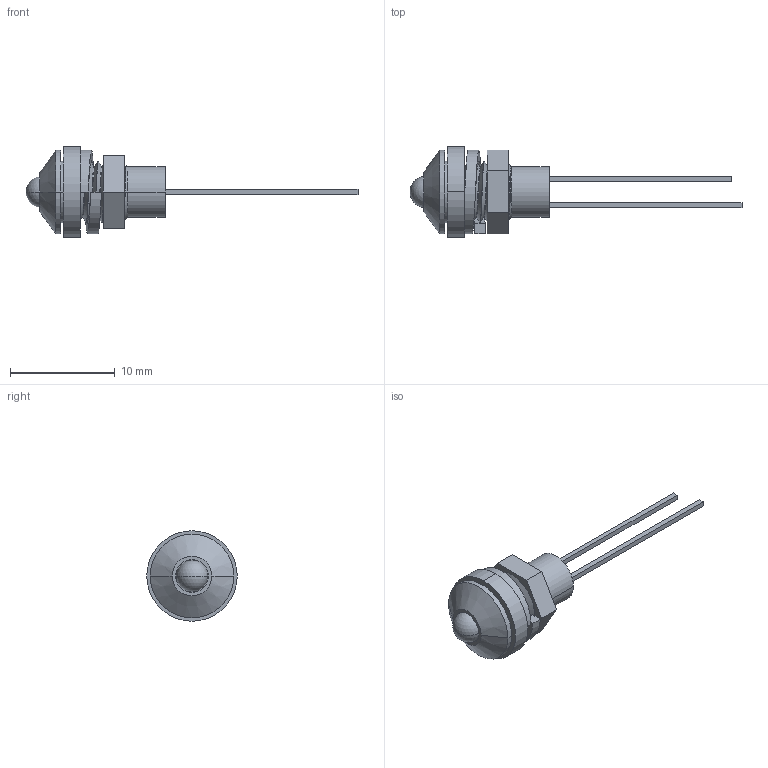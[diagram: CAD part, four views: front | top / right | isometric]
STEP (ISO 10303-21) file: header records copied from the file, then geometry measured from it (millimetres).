
FILE_DESCRIPTION (( 'STEP AP214' ), '1' );
FILE_NAME ('CD-0.STEP', '2019-04-30T18:16:34', ( 'user' ), ( 'Microsoft' ), 'SwSTEP 2.0', 'SolidWorks 2018', '' );
FILE_SCHEMA (( 'AUTOMOTIVE_DESIGN' ));
Length unit declared in the file: foot
Products named in the file (6): 21368-INCLUDED HEX NUT; 21087-3MM LED; 21368-INCLUDED WASHER; 21365-002_GASKET; 21368-CD HOUSING_21368-000[DEFAULT]; CD-0
Assembly tree (5 placements, depth 2):
  CD-0
    21368-CD HOUSING_21368-000[DEFAULT]
    21365-002_GASKET
    21368-INCLUDED WASHER
    21087-3MM LED
    21368-INCLUDED HEX NUT
Bounding box: 31.7 x 8.64 x 8.64 mm (x, y, z)
Volume: 284 mm3; surface area: 999.9 mm2
Topology: 5 solids, 5 shells, 97 faces, 245 edges, 160 vertices
Faces by surface type: cylinder 48, plane 36, bspline 6, cone 5, sphere 2
Entity records: 4472 total; most frequent: CARTESIAN_POINT 1899, ORIENTED_EDGE 486, DIRECTION 426, EDGE_CURVE 243, VERTEX_POINT 160, AXIS2_PLACEMENT_3D 149, VECTOR 128, LINE 128
